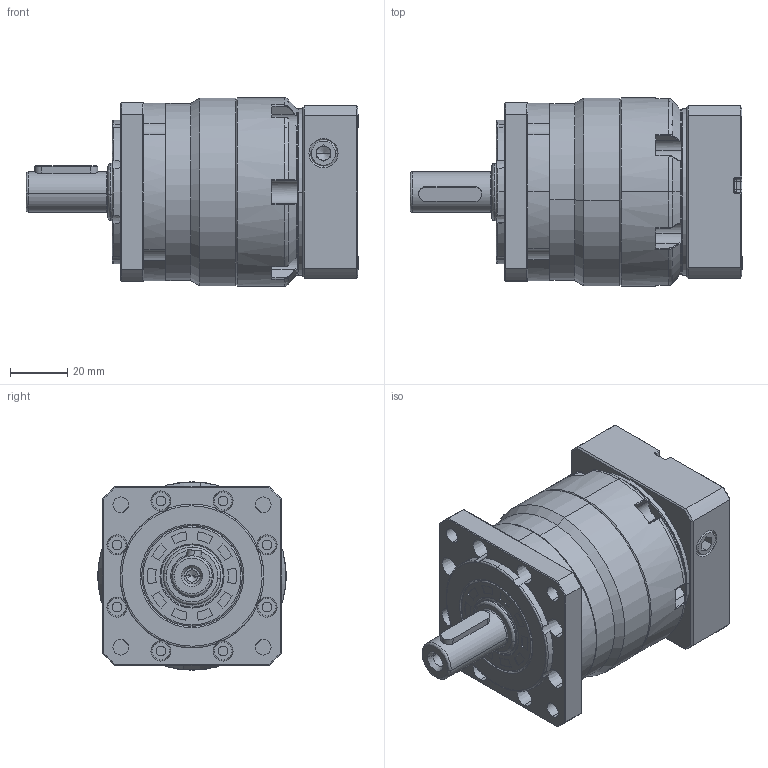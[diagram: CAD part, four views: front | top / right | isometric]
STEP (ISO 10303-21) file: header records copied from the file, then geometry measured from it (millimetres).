
FILE_DESCRIPTION (( 'STEP AP214' ), '1' );
FILE_NAME ('FGA060D-L1-14-50-70-M4-34-14.STEP', '2020-09-28T02:29:24', ( '' ), ( '' ), 'SwSTEP 2.0', 'SolidWorks 2014', '' );
FILE_SCHEMA (( 'AUTOMOTIVE_DESIGN' ));
Length unit declared in the file: millimetre
Products named in the file (11): 11-输入法兰FAB060D-50-70-M4.; FAB060D怀堤俴陎殤-14粣; hex socket set screws with cone point gb_GB_FASTENER_SCREWS_HSCP M10X8-N; 坶踡遠18-37-12(1); FG060齿圈; FGA060D-L1-14-50-70-M4-34-14; 8-怀堤傷褲极FGA060; 3-输入端壳体FAD064D; A倰す瑩5-22; 蚐猾20355; 输入太阳齿轮060D-14
Assembly tree (10 placements, depth 2):
  FGA060D-L1-14-50-70-M4-34-14
    蚐猾20355
    A倰す瑩5-22
    坶踡遠18-37-12(1)
    3-输入端壳体FAD064D
    11-输入法兰FAB060D-50-70-M4.
    8-怀堤傷褲极FGA060
    FG060齿圈
    输入太阳齿轮060D-14
    FAB060D怀堤俴陎殤-14粣
    hex socket set screws with cone point gb_GB_FASTENER_SCREWS_HSCP M10X8-N
Bounding box: 115.5 x 65.5 x 65.5 mm (x, y, z)
Volume: 246508.6 mm3; surface area: 71336 mm2
Topology: 11 solids, 12 shells, 970 faces, 2372 edges, 1439 vertices
Faces by surface type: cylinder 312, plane 236, cone 182, torus 149, bspline 91
Entity records: 47997 total; most frequent: CARTESIAN_POINT 14665, DIRECTION 4829, ORIENTED_EDGE 4676, EDGE_CURVE 2338, AXIS2_PLACEMENT_3D 1994, VERTEX_POINT 1439, CIRCLE 1102, EDGE_LOOP 1073
